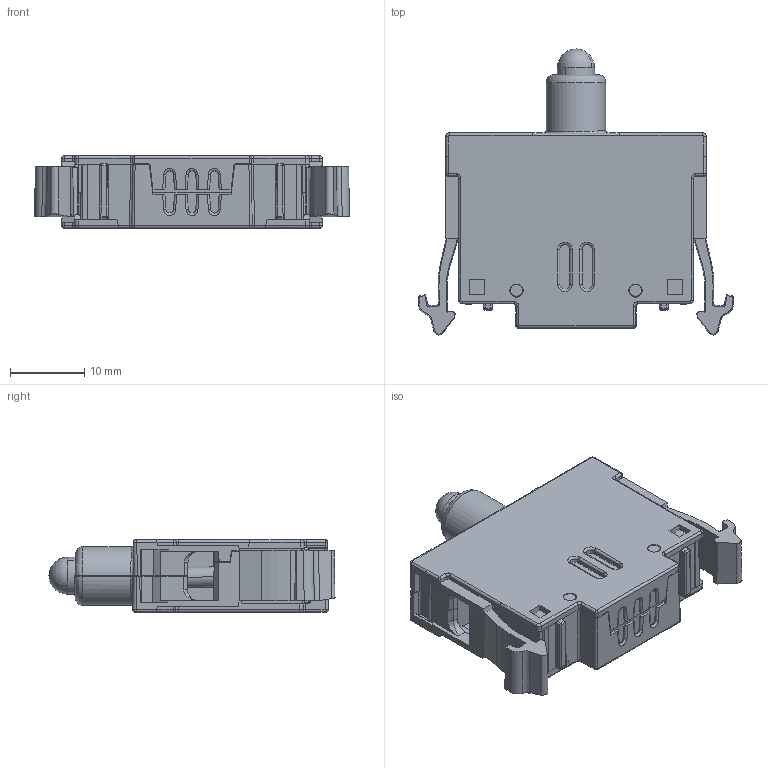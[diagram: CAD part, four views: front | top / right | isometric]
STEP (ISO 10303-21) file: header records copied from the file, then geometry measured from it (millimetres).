
FILE_DESCRIPTION((''),'2;1');
FILE_NAME('CSW-BIDLB_ASM','2022-04-12T12:25:40',('klemen.sitar'),('Audax d.o.o.'),'CREO PARAMETRIC BY PTC INC, 2021304','CREO PARAMETRIC BY PTC INC, 2021304','');
FILE_SCHEMA(('AP242_MANAGED_MODEL_BASED_3D_ENGINEERING_MIM_LF { 1 0 10303 442 1 1 4 }'));
Products named in the file (10): CSW-BIDLB_1_1; CSW-BIDLB_2; CSW-BIDLB_3; CSW-BIDLB_4; CSW-BIDLB_6; CSW-BIDLB_7; CSW-BIDLB_8; CSW-BIDLB_9; CSW-BIDLB_5; CSW-BIDLB_ASM
Assembly tree (9 placements, depth 2):
  CSW-BIDLB_ASM
    CSW-BIDLB_1_1
    CSW-BIDLB_2
    CSW-BIDLB_3
    CSW-BIDLB_4
    CSW-BIDLB_6
    CSW-BIDLB_7
    CSW-BIDLB_8
    CSW-BIDLB_9
    CSW-BIDLB_5
Bounding box: 42.35 x 38.45 x 9.7 mm (x, y, z)
Volume: 454.5 mm3; surface area: 7509.8 mm2
Topology: 7 solids, 9 shells, 938 faces, 2643 edges, 1717 vertices
Faces by surface type: plane 566, cylinder 218, bspline 56, torus 46, cone 34, sphere 18
Entity records: 71901 total; most frequent: CARTESIAN_POINT 32697, ORIENTED_EDGE 5234, DIRECTION 4367, PRESENTATION_STYLE_ASSIGNMENT 3582, STYLED_ITEM 3582, CURVE_STYLE 2635, EDGE_CURVE 2625, VERTEX_POINT 1717
